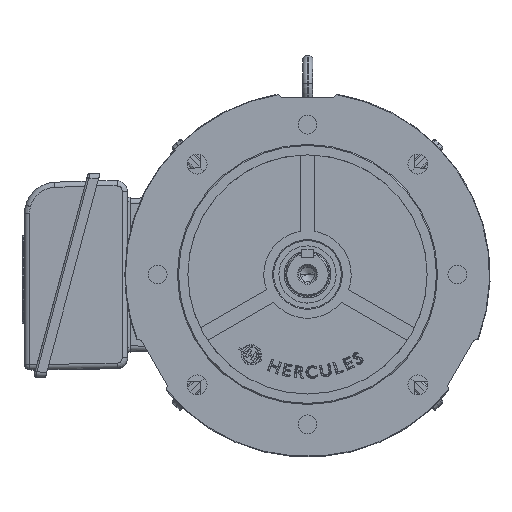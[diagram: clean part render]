
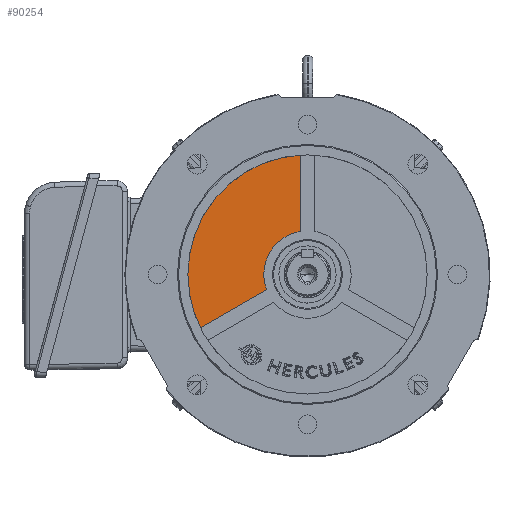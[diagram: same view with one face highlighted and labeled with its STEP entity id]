
A CAD part, top view. The second image highlights one B-rep face of the part: STEP entity #90254.
In plain terms, the highlighted face is planar.
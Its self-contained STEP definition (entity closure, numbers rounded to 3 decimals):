
#1127 = DIRECTION ( 'NONE',  ( 0., 0., 1. ) ) ;
#1296 = CARTESIAN_POINT ( 'NONE',  ( -6., 114.787, -7. ) ) ;
#4049 = DIRECTION ( 'NONE',  ( 0., 0., -1. ) ) ;
#7324 = DIRECTION ( 'NONE',  ( 0., 0.5, 0.866 ) ) ;
#11668 = EDGE_LOOP ( 'NONE', ( #81083, #121825, #110776, #52854, #53676, #19605 ) ) ;
#14797 = AXIS2_PLACEMENT_3D ( 'NONE', #107235, #86533, #67072 ) ;
#17051 = CARTESIAN_POINT ( 'NONE',  ( -6., 0., 0. ) ) ;
#17140 = VECTOR ( 'NONE', #7324, 1000. ) ;
#18708 = CIRCLE ( 'NONE', #14797, 42. ) ;
#19605 = ORIENTED_EDGE ( 'NONE', *, *, #66198, .T. ) ;
#21423 = CARTESIAN_POINT ( 'NONE',  ( -6., -51.331, -102.908 ) ) ;
#27663 = CIRCLE ( 'NONE', #111898, 42. ) ;
#28541 = CARTESIAN_POINT ( 'NONE',  ( -6., 34.293, -7. ) ) ;
#31291 = VERTEX_POINT ( 'NONE', #1296 ) ;
#37272 = DIRECTION ( 'NONE',  ( 1., 0., 0. ) ) ;
#38167 = CARTESIAN_POINT ( 'NONE',  ( -6., 0., -115. ) ) ;
#41871 = VERTEX_POINT ( 'NONE', #72278 ) ;
#44843 = VERTEX_POINT ( 'NONE', #53889 ) ;
#45982 = DIRECTION ( 'NONE',  ( 1., 0., 0. ) ) ;
#46094 = CARTESIAN_POINT ( 'NONE',  ( -6., 0., 0. ) ) ;
#47338 = VERTEX_POINT ( 'NONE', #87169 ) ;
#51148 = EDGE_CURVE ( 'NONE', #72787, #47338, #83941, .T. ) ;
#52401 = DIRECTION ( 'NONE',  ( 1., 0., 0. ) ) ;
#52854 = ORIENTED_EDGE ( 'NONE', *, *, #51148, .T. ) ;
#53021 = CARTESIAN_POINT ( 'NONE',  ( -6., 0., 0. ) ) ;
#53414 = AXIS2_PLACEMENT_3D ( 'NONE', #46094, #37272, #85613 ) ;
#53676 = ORIENTED_EDGE ( 'NONE', *, *, #99952, .T. ) ;
#53889 = CARTESIAN_POINT ( 'NONE',  ( -6., 41.413, -7. ) ) ;
#65710 = CARTESIAN_POINT ( 'NONE',  ( -6., -53.836, -107.246 ) ) ;
#65826 = CARTESIAN_POINT ( 'NONE',  ( -6., 115., 0. ) ) ;
#66198 = EDGE_CURVE ( 'NONE', #41871, #44843, #18708, .T. ) ;
#66849 = DIRECTION ( 'NONE',  ( 0., 1., 0. ) ) ;
#67072 = DIRECTION ( 'NONE',  ( 0., 0., -1. ) ) ;
#68694 = VECTOR ( 'NONE', #66849, 1000. ) ;
#72278 = CARTESIAN_POINT ( 'NONE',  ( -6., 0., -42. ) ) ;
#72787 = VERTEX_POINT ( 'NONE', #21423 ) ;
#76490 = FACE_OUTER_BOUND ( 'NONE', #11668, .T. ) ;
#77120 = PLANE ( 'NONE',  #100084 ) ;
#81083 = ORIENTED_EDGE ( 'NONE', *, *, #110608, .T. ) ;
#83941 = LINE ( 'NONE', #65710, #17140 ) ;
#85613 = DIRECTION ( 'NONE',  ( 0., 0., -1. ) ) ;
#86533 = DIRECTION ( 'NONE',  ( 1., 0., 0. ) ) ;
#86797 = AXIS2_PLACEMENT_3D ( 'NONE', #17051, #45982, #118353 ) ;
#87154 = DIRECTION ( 'NONE',  ( -1., 0., 0. ) ) ;
#87169 = CARTESIAN_POINT ( 'NONE',  ( -6., -14.644, -39.364 ) ) ;
#90254 = ADVANCED_FACE ( 'NONE', ( #76490 ), #77120, .T. ) ;
#99952 = EDGE_CURVE ( 'NONE', #47338, #41871, #27663, .T. ) ;
#100084 = AXIS2_PLACEMENT_3D ( 'NONE', #65826, #87154, #1127 ) ;
#106528 = VERTEX_POINT ( 'NONE', #38167 ) ;
#107235 = CARTESIAN_POINT ( 'NONE',  ( -6., 0., 0. ) ) ;
#107548 = CIRCLE ( 'NONE', #53414, 115. ) ;
#109227 = EDGE_CURVE ( 'NONE', #106528, #31291, #120798, .T. ) ;
#110608 = EDGE_CURVE ( 'NONE', #44843, #31291, #114533, .T. ) ;
#110776 = ORIENTED_EDGE ( 'NONE', *, *, #122284, .F. ) ;
#111898 = AXIS2_PLACEMENT_3D ( 'NONE', #53021, #52401, #4049 ) ;
#114533 = LINE ( 'NONE', #28541, #68694 ) ;
#118353 = DIRECTION ( 'NONE',  ( 0., 0., -1. ) ) ;
#120798 = CIRCLE ( 'NONE', #86797, 115. ) ;
#121825 = ORIENTED_EDGE ( 'NONE', *, *, #109227, .F. ) ;
#122284 = EDGE_CURVE ( 'NONE', #72787, #106528, #107548, .T. ) ;
